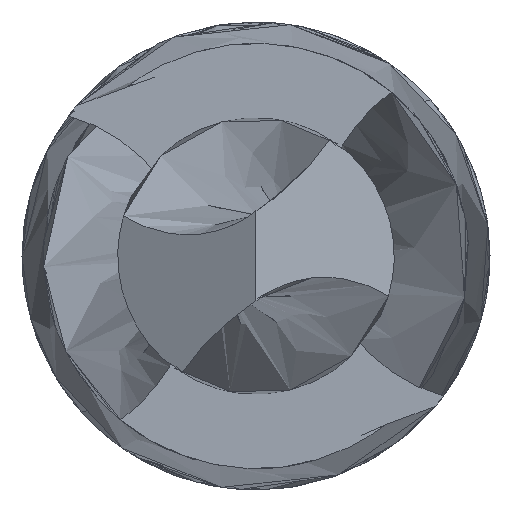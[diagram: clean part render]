
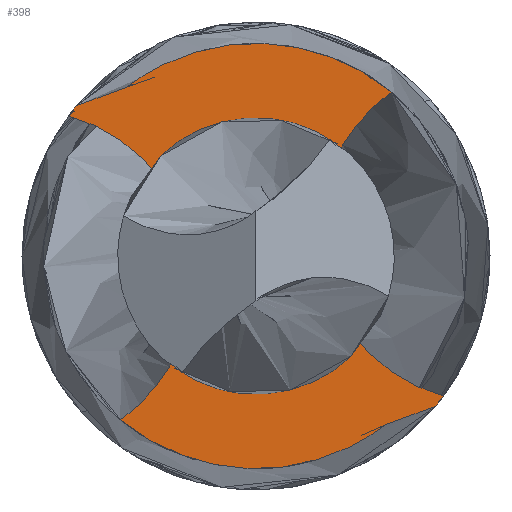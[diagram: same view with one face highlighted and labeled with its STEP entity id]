
A CAD part, front view. The second image highlights one B-rep face of the part: STEP entity #398.
In plain terms, the highlighted planar face has unit normal (0, -1, 0).
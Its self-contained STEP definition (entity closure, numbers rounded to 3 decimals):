
#36=PLANE('',#442);
#55=FACE_OUTER_BOUND('',#81,.T.);
#81=EDGE_LOOP('',(#325,#326,#327,#328,#329,#330,#331,#332));
#113=B_SPLINE_CURVE_WITH_KNOTS('',3,(#858,#859,#860,#861,#862),
 .UNSPECIFIED.,.F.,.F.,(4,1,4),(1.795,2.564,3.142),
 .UNSPECIFIED.);
#116=B_SPLINE_CURVE_WITH_KNOTS('',3,(#978,#979,#980,#981),.UNSPECIFIED.,
 .F.,.F.,(4,4),(0.,0.125),.UNSPECIFIED.);
#118=B_SPLINE_CURVE_WITH_KNOTS('',3,(#1075,#1076,#1077,#1078,#1079,#1080,
#1081),.UNSPECIFIED.,.F.,.F.,(4,1,1,1,4),(0.,0.647,
1.295,1.618,2.265),.UNSPECIFIED.);
#120=B_SPLINE_CURVE_WITH_KNOTS('',3,(#1252,#1253,#1254,#1255,#1256,#1257,
#1258),.UNSPECIFIED.,.F.,.F.,(4,1,1,1,4),(0.,0.647,
1.295,1.618,2.265),.UNSPECIFIED.);
#122=B_SPLINE_CURVE_WITH_KNOTS('',3,(#1281,#1282,#1283,#1284,#1285),
 .UNSPECIFIED.,.F.,.F.,(4,1,4),(1.795,2.564,3.142),
 .UNSPECIFIED.);
#123=B_SPLINE_CURVE_WITH_KNOTS('',3,(#1286,#1287,#1288,#1289),
 .UNSPECIFIED.,.F.,.F.,(4,4),(0.,0.125),.UNSPECIFIED.);
#149=CIRCLE('',#433,5.5);
#151=CIRCLE('',#437,5.5);
#170=VERTEX_POINT('',#641);
#171=VERTEX_POINT('',#652);
#175=VERTEX_POINT('',#710);
#176=VERTEX_POINT('',#718);
#180=VERTEX_POINT('',#824);
#181=VERTEX_POINT('',#847);
#184=VERTEX_POINT('',#1052);
#185=VERTEX_POINT('',#1280);
#210=EDGE_CURVE('',#171,#170,#149,.T.);
#217=EDGE_CURVE('',#176,#175,#151,.T.);
#225=EDGE_CURVE('',#180,#181,#113,.T.);
#230=EDGE_CURVE('',#181,#176,#116,.T.);
#232=EDGE_CURVE('',#175,#184,#118,.T.);
#235=EDGE_CURVE('',#170,#180,#120,.T.);
#237=EDGE_CURVE('',#184,#185,#122,.T.);
#238=EDGE_CURVE('',#185,#171,#123,.T.);
#325=ORIENTED_EDGE('',*,*,#225,.T.);
#326=ORIENTED_EDGE('',*,*,#230,.T.);
#327=ORIENTED_EDGE('',*,*,#217,.T.);
#328=ORIENTED_EDGE('',*,*,#232,.T.);
#329=ORIENTED_EDGE('',*,*,#237,.T.);
#330=ORIENTED_EDGE('',*,*,#238,.T.);
#331=ORIENTED_EDGE('',*,*,#210,.T.);
#332=ORIENTED_EDGE('',*,*,#235,.T.);
#398=ADVANCED_FACE('',(#55),#36,.F.);
#433=AXIS2_PLACEMENT_3D('',#653,#461,#462);
#437=AXIS2_PLACEMENT_3D('',#719,#470,#471);
#442=AXIS2_PLACEMENT_3D('',#1279,#481,#482);
#461=DIRECTION('center_axis',(0.,-1.,0.));
#462=DIRECTION('ref_axis',(1.,0.,0.));
#470=DIRECTION('center_axis',(0.,-1.,0.));
#471=DIRECTION('ref_axis',(1.,0.,0.));
#481=DIRECTION('center_axis',(0.,1.,0.));
#482=DIRECTION('ref_axis',(0.,0.,1.));
#641=CARTESIAN_POINT('',(-4.405,0.,3.293));
#652=CARTESIAN_POINT('',(-4.215,0.,3.534));
#653=CARTESIAN_POINT('Origin',(0.,0.,0.));
#710=CARTESIAN_POINT('',(4.405,0.,-3.293));
#718=CARTESIAN_POINT('',(4.215,0.,-3.534));
#719=CARTESIAN_POINT('Origin',(0.,0.,0.));
#824=CARTESIAN_POINT('',(-3.191,0.,-3.849));
#847=CARTESIAN_POINT('',(3.044,0.,-3.966));
#858=CARTESIAN_POINT('Ctrl Pts',(-3.191,0.,
-3.849));
#859=CARTESIAN_POINT('Ctrl Pts',(-2.204,0.,
-4.668));
#860=CARTESIAN_POINT('Ctrl Pts',(0.094,0.,
-5.394));
#861=CARTESIAN_POINT('Ctrl Pts',(2.281,0.,
-4.552));
#862=CARTESIAN_POINT('Ctrl Pts',(3.044,0.,
-3.966));
#978=CARTESIAN_POINT('Ctrl Pts',(3.044,0.,-3.966));
#979=CARTESIAN_POINT('Ctrl Pts',(3.435,0.,
-3.822));
#980=CARTESIAN_POINT('Ctrl Pts',(3.825,0.,
-3.678));
#981=CARTESIAN_POINT('Ctrl Pts',(4.215,0.,-3.534));
#1052=CARTESIAN_POINT('',(3.191,0.,3.849));
#1075=CARTESIAN_POINT('Ctrl Pts',(4.405,0.,
-3.293));
#1076=CARTESIAN_POINT('Ctrl Pts',(3.574,0.,
-3.063));
#1077=CARTESIAN_POINT('Ctrl Pts',(2.065,0.,
-2.045));
#1078=CARTESIAN_POINT('Ctrl Pts',(1.332,0.,
0.103));
#1079=CARTESIAN_POINT('Ctrl Pts',(1.671,0.,
2.265));
#1080=CARTESIAN_POINT('Ctrl Pts',(2.482,0.,
3.357));
#1081=CARTESIAN_POINT('Ctrl Pts',(3.191,0.,
3.849));
#1252=CARTESIAN_POINT('Ctrl Pts',(-4.405,0.,
3.293));
#1253=CARTESIAN_POINT('Ctrl Pts',(-3.574,0.,
3.063));
#1254=CARTESIAN_POINT('Ctrl Pts',(-2.065,0.,
2.045));
#1255=CARTESIAN_POINT('Ctrl Pts',(-1.332,0.,
-0.103));
#1256=CARTESIAN_POINT('Ctrl Pts',(-1.671,0.,
-2.265));
#1257=CARTESIAN_POINT('Ctrl Pts',(-2.482,0.,
-3.357));
#1258=CARTESIAN_POINT('Ctrl Pts',(-3.191,0.,
-3.849));
#1279=CARTESIAN_POINT('Origin',(0.,0.,0.));
#1280=CARTESIAN_POINT('',(-3.044,0.,3.966));
#1281=CARTESIAN_POINT('Ctrl Pts',(3.191,0.,
3.849));
#1282=CARTESIAN_POINT('Ctrl Pts',(2.204,0.,
4.668));
#1283=CARTESIAN_POINT('Ctrl Pts',(-0.094,0.,
5.394));
#1284=CARTESIAN_POINT('Ctrl Pts',(-2.281,0.,
4.552));
#1285=CARTESIAN_POINT('Ctrl Pts',(-3.044,0.,
3.966));
#1286=CARTESIAN_POINT('Ctrl Pts',(-3.044,0.,
3.966));
#1287=CARTESIAN_POINT('Ctrl Pts',(-3.435,0.,
3.822));
#1288=CARTESIAN_POINT('Ctrl Pts',(-3.825,0.,
3.678));
#1289=CARTESIAN_POINT('Ctrl Pts',(-4.215,0.,
3.534));
